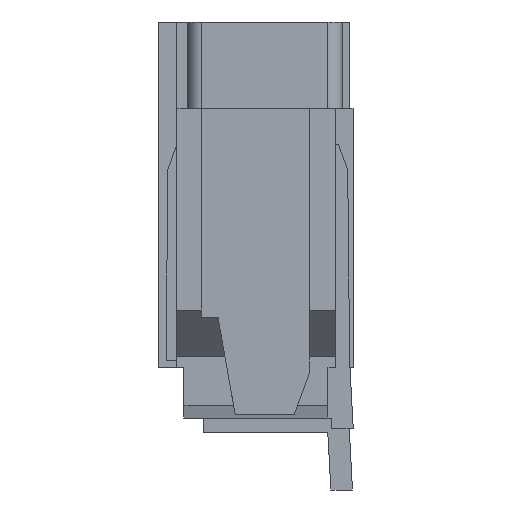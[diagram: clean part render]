
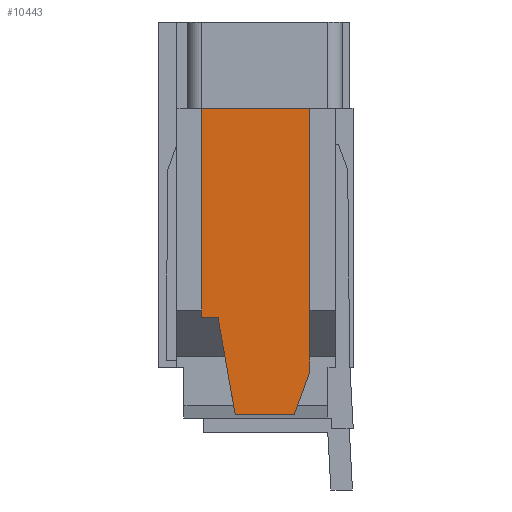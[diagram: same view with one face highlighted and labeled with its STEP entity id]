
A CAD part, left-side view. The second image highlights one B-rep face of the part: STEP entity #10443.
In plain terms, the highlighted planar face has unit normal (-1, 0, 0).
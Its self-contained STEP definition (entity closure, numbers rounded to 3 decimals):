
#1393=DIRECTION('',(0.,1.,0.));
#1394=VECTOR('',#1393,1.5);
#1395=CARTESIAN_POINT('',(-9.2,0.6,-1.2));
#1396=LINE('158466',#1395,#1394);
#1397=DIRECTION('',(0.,0.,1.));
#1398=VECTOR('',#1397,2.9);
#1399=CARTESIAN_POINT('',(-9.2,0.6,-4.1));
#1400=LINE('158465',#1399,#1398);
#1401=DIRECTION('',(0.,0.342,-0.94));
#1402=VECTOR('',#1401,0.639);
#1403=CARTESIAN_POINT('',(-9.2,0.6,-4.85));
#1404=LINE('157435',#1403,#1402);
#1405=DIRECTION('',(0.,0.174,0.985));
#1406=VECTOR('',#1405,1.371);
#1407=CARTESIAN_POINT('',(-9.2,1.639,-5.45));
#1408=LINE('158458',#1407,#1406);
#5622=DIRECTION('',(0.,0.,-1.));
#5623=VECTOR('',#5622,2.9);
#5624=CARTESIAN_POINT('',(-9.2,2.1,-1.2));
#5625=LINE('158455',#5624,#5623);
#5642=DIRECTION('',(0.,-1.,0.));
#5643=VECTOR('',#5642,0.223);
#5644=CARTESIAN_POINT('',(-9.2,2.1,-4.1));
#5645=LINE('158464',#5644,#5643);
#5706=DIRECTION('',(0.,-1.,0.));
#5707=VECTOR('',#5706,0.82);
#5708=CARTESIAN_POINT('',(-9.2,1.639,-5.45));
#5709=LINE('157439',#5708,#5707);
#5722=DIRECTION('',(0.,0.,1.));
#5723=VECTOR('',#5722,0.75);
#5724=CARTESIAN_POINT('',(-9.2,0.6,-4.85));
#5725=LINE('157734',#5724,#5723);
#8356=CARTESIAN_POINT('',(-9.2,0.6,-4.85));
#8357=CARTESIAN_POINT('',(-9.2,0.819,-5.45));
#8358=VERTEX_POINT('',#8356);
#8359=VERTEX_POINT('',#8357);
#8360=CARTESIAN_POINT('',(-9.2,1.639,-5.45));
#8361=VERTEX_POINT('',#8360);
#8618=CARTESIAN_POINT('',(-9.2,0.6,-4.1));
#8619=VERTEX_POINT('',#8618);
#8687=CARTESIAN_POINT('',(-9.2,2.1,-1.2));
#8688=CARTESIAN_POINT('',(-9.2,2.1,-4.1));
#8689=VERTEX_POINT('',#8687);
#8690=VERTEX_POINT('',#8688);
#8691=CARTESIAN_POINT('',(-9.2,1.877,-4.1));
#8693=VERTEX_POINT('',#8691);
#8697=CARTESIAN_POINT('',(-9.2,0.6,-1.2));
#8698=VERTEX_POINT('',#8697);
#10421=CARTESIAN_POINT('',(-9.2,1.3,-3.325));
#10422=DIRECTION('',(1.,0.,0.));
#10423=DIRECTION('',(0.,0.,-1.));
#10424=AXIS2_PLACEMENT_3D('',#10421,#10422,#10423);
#10425=PLANE('157311',#10424);
#10426=ORIENTED_EDGE('158466',*,*,#10331,.F.);
#10428=ORIENTED_EDGE('158465',*,*,#10427,.F.);
#10430=ORIENTED_EDGE('157734',*,*,#10429,.F.);
#10432=ORIENTED_EDGE('157435',*,*,#10431,.T.);
#10434=ORIENTED_EDGE('157439',*,*,#10433,.F.);
#10436=ORIENTED_EDGE('158458',*,*,#10435,.T.);
#10438=ORIENTED_EDGE('158464',*,*,#10437,.F.);
#10440=ORIENTED_EDGE('158455',*,*,#10439,.F.);
#10441=EDGE_LOOP('157311',(#10426,#10428,#10430,#10432,#10434,#10436,#10438,
#10440));
#10442=FACE_OUTER_BOUND('157311',#10441,.F.);
#10443=ADVANCED_FACE('157311',(#10442),#10425,.F.);
#10331=EDGE_CURVE('158466',#8698,#8689,#1396,.T.);
#10427=EDGE_CURVE('158465',#8619,#8698,#1400,.T.);
#10429=EDGE_CURVE('157734',#8358,#8619,#5725,.T.);
#10431=EDGE_CURVE('157435',#8358,#8359,#1404,.T.);
#10433=EDGE_CURVE('157439',#8361,#8359,#5709,.T.);
#10435=EDGE_CURVE('158458',#8361,#8693,#1408,.T.);
#10437=EDGE_CURVE('158464',#8690,#8693,#5645,.T.);
#10439=EDGE_CURVE('158455',#8689,#8690,#5625,.T.);
